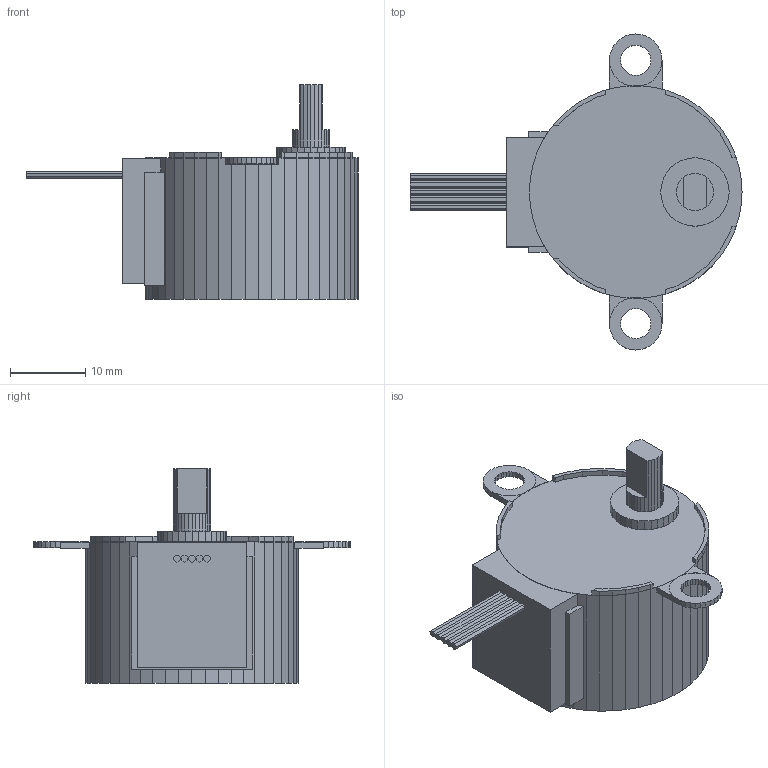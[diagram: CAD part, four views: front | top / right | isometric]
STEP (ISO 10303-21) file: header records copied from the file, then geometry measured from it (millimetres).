
FILE_DESCRIPTION(('FreeCAD Model'),'2;1');
FILE_NAME('StepMotor_28BYJ-48.step', '2014-10-21T15:37:17',('FreeCAD'),('FreeCAD'), 'Open CASCADE STEP processor 6.5','FreeCAD','Unknown');
FILE_SCHEMA(('AUTOMOTIVE_DESIGN_CC2 { 1 2 10303 214 -1 1 5 4 }'));
Length unit declared in the file: millimetre
Products named in the file (1): StepMotor_28BYJ-48
Bounding box: 44.12 x 42 x 28.55 mm (x, y, z)
Volume: 13044.4 mm3; surface area: 3788.1 mm2
Topology: 1 solids, 1 shells, 425 faces, 1180 edges, 762 vertices
Faces by surface type: plane 425
Entity records: 30700 total; most frequent: CARTESIAN_POINT 5572, DIRECTION 3548, LINE 2696, VECTOR 2696, ORIENTED_EDGE 2360, PCURVE 2360, DEFINITIONAL_REPRESENTATION 2360, EDGE_CURVE 1180
